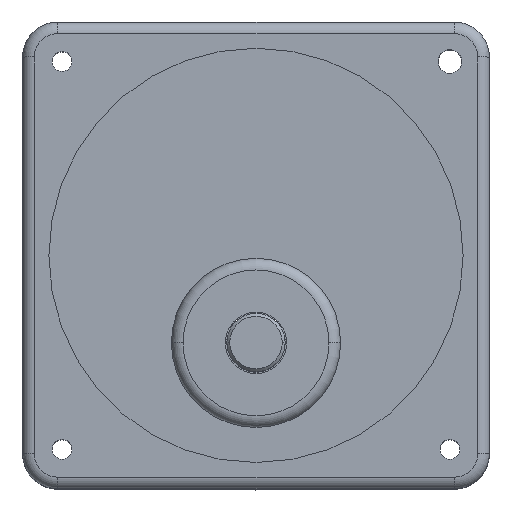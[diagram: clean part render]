
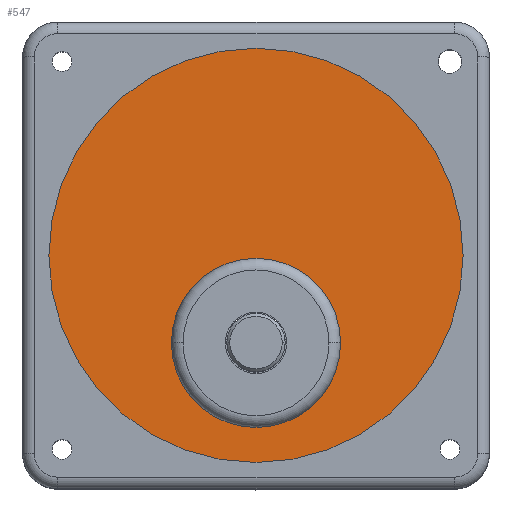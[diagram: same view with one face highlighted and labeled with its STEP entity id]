
A CAD part, top view. The second image highlights one B-rep face of the part: STEP entity #547.
In plain terms, the highlighted planar face has unit normal (0, 0, 1).
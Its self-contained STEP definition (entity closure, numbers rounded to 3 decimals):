
#263 = CARTESIAN_POINT ( 'NONE',  ( -79.618, 10.161, 20.35 ) ) ;
#327 = AXIS2_PLACEMENT_3D ( 'NONE', #5800, #719, #3003 ) ;
#333 = CIRCLE ( 'NONE', #327, 35.5 ) ;
#411 = VERTEX_POINT ( 'NONE', #5059 ) ;
#412 = DIRECTION ( 'NONE',  ( 1., 0., 0. ) ) ;
#426 = ORIENTED_EDGE ( 'NONE', *, *, #1904, .F. ) ;
#547 = ADVANCED_FACE ( 'NONE', ( #832, #3111 ), #5353, .T. ) ;
#689 = ORIENTED_EDGE ( 'NONE', *, *, #1100, .F. ) ;
#719 = DIRECTION ( 'NONE',  ( 0., 0., 1. ) ) ;
#749 = DIRECTION ( 'NONE',  ( 1., 0., 0. ) ) ;
#756 = EDGE_CURVE ( 'NONE', #2132, #411, #333, .T. ) ;
#832 = FACE_OUTER_BOUND ( 'NONE', #3473, .T. ) ;
#1100 = EDGE_CURVE ( 'NONE', #4429, #4806, #5627, .T. ) ;
#1390 = DIRECTION ( 'NONE',  ( 0., 0., 1. ) ) ;
#1654 = AXIS2_PLACEMENT_3D ( 'NONE', #263, #2547, #4803 ) ;
#1680 = CIRCLE ( 'NONE', #2627, 35.5 ) ;
#1904 = EDGE_CURVE ( 'NONE', #4806, #4429, #2201, .T. ) ;
#2096 = AXIS2_PLACEMENT_3D ( 'NONE', #3265, #5506, #412 ) ;
#2132 = VERTEX_POINT ( 'NONE', #5916 ) ;
#2201 = CIRCLE ( 'NONE', #2096, 14.5 ) ;
#2547 = DIRECTION ( 'NONE',  ( 0., 0., 1. ) ) ;
#2627 = AXIS2_PLACEMENT_3D ( 'NONE', #6455, #1390, #3671 ) ;
#2713 = ORIENTED_EDGE ( 'NONE', *, *, #756, .T. ) ;
#3003 = DIRECTION ( 'NONE',  ( 1., 0., 0. ) ) ;
#3111 = FACE_BOUND ( 'NONE', #6705, .T. ) ;
#3265 = CARTESIAN_POINT ( 'NONE',  ( -79.618, -4.839, 20.35 ) ) ;
#3369 = EDGE_CURVE ( 'NONE', #411, #2132, #1680, .T. ) ;
#3473 = EDGE_LOOP ( 'NONE', ( #3875, #2713 ) ) ;
#3592 = CARTESIAN_POINT ( 'NONE',  ( -79.618, -4.839, 20.35 ) ) ;
#3671 = DIRECTION ( 'NONE',  ( 1., 0., 0. ) ) ;
#3875 = ORIENTED_EDGE ( 'NONE', *, *, #3369, .T. ) ;
#4429 = VERTEX_POINT ( 'NONE', #5195 ) ;
#4803 = DIRECTION ( 'NONE',  ( 1., 0., 0. ) ) ;
#4806 = VERTEX_POINT ( 'NONE', #6111 ) ;
#5059 = CARTESIAN_POINT ( 'NONE',  ( -44.118, 10.161, 20.35 ) ) ;
#5195 = CARTESIAN_POINT ( 'NONE',  ( -94.118, -4.839, 20.35 ) ) ;
#5353 = PLANE ( 'NONE',  #1654 ) ;
#5506 = DIRECTION ( 'NONE',  ( 0., 0., 1. ) ) ;
#5627 = CIRCLE ( 'NONE', #5635, 14.5 ) ;
#5635 = AXIS2_PLACEMENT_3D ( 'NONE', #3592, #5829, #749 ) ;
#5800 = CARTESIAN_POINT ( 'NONE',  ( -79.618, 10.161, 20.35 ) ) ;
#5829 = DIRECTION ( 'NONE',  ( 0., 0., 1. ) ) ;
#5916 = CARTESIAN_POINT ( 'NONE',  ( -115.118, 10.161, 20.35 ) ) ;
#6111 = CARTESIAN_POINT ( 'NONE',  ( -65.118, -4.839, 20.35 ) ) ;
#6455 = CARTESIAN_POINT ( 'NONE',  ( -79.618, 10.161, 20.35 ) ) ;
#6705 = EDGE_LOOP ( 'NONE', ( #689, #426 ) ) ;
